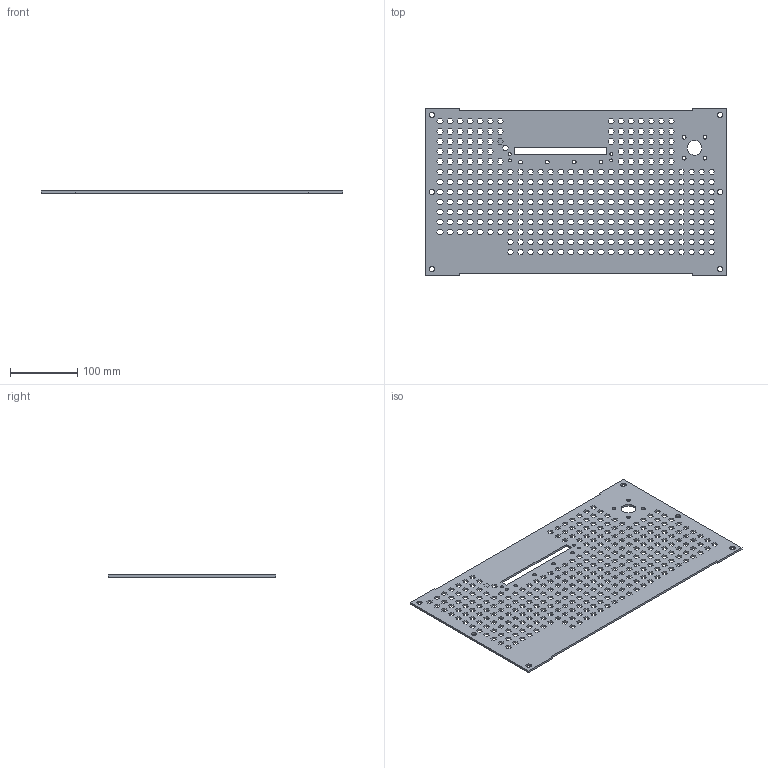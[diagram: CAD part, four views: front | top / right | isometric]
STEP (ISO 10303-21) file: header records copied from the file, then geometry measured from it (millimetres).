
FILE_DESCRIPTION(('FreeCAD Model'),'2;1');
FILE_NAME('Open CASCADE Shape Model','2024-07-01T10:00:28',(''),(''), 'Open CASCADE STEP processor 7.6','FreeCAD','Unknown');
FILE_SCHEMA(('AUTOMOTIVE_DESIGN { 1 0 10303 214 1 1 1 1 }'));
Length unit declared in the file: millimetre
Products named in the file (1): Layer2
Bounding box: 450 x 250 x 3 mm (x, y, z)
Volume: 275107.6 mm3; surface area: 214621.7 mm2
Topology: 1 solids, 1 shells, 1871 faces, 5619 edges, 3754 vertices
Faces by surface type: plane 1852, cylinder 19
Full cylindrical faces by diameter (mm): 4.4 x4, 5.5 x8, 8 x6, 22 x1
Entity records: 63185 total; most frequent: CARTESIAN_POINT 11245, ORIENTED_EDGE 11238, DIRECTION 9401, EDGE_CURVE 5619, LINE 5581, VECTOR 5581, VERTEX_POINT 3754, FACE_BOUND 2525
